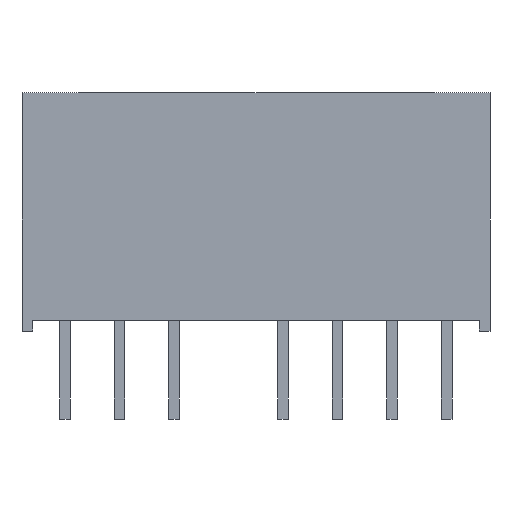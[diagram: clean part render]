
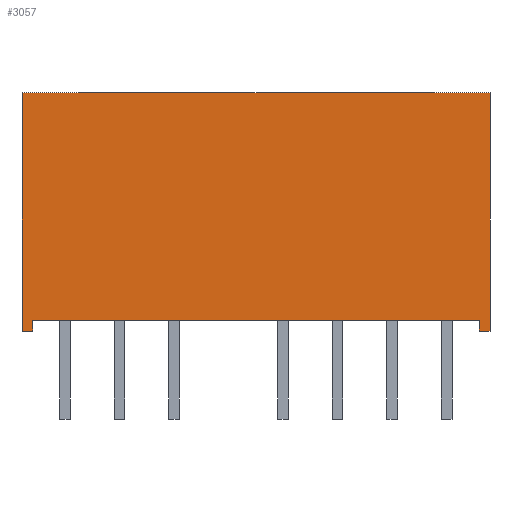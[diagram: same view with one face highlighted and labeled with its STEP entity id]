
A CAD part, front view. The second image highlights one B-rep face of the part: STEP entity #3057.
In plain terms, the highlighted planar face has unit normal (0, -1, 0).
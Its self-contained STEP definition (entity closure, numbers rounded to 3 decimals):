
#399=FACE_OUTER_BOUND('',#570,.T.);
#570=EDGE_LOOP('',(#2706,#2707,#2708,#2709,#2710,#2711,#2712,#2713));
#892=LINE('',#4856,#1261);
#910=LINE('',#4900,#1279);
#915=LINE('',#4910,#1284);
#917=LINE('',#4913,#1286);
#918=LINE('',#4916,#1287);
#923=LINE('',#4925,#1292);
#926=LINE('',#4930,#1295);
#927=LINE('',#4933,#1296);
#1261=VECTOR('',#4013,1.);
#1279=VECTOR('',#4055,1.);
#1284=VECTOR('',#4062,1.);
#1286=VECTOR('',#4066,1.);
#1287=VECTOR('',#4069,1.);
#1292=VECTOR('',#4076,1.);
#1295=VECTOR('',#4083,1.);
#1296=VECTOR('',#4088,1.);
#1543=VERTEX_POINT('',#4854);
#1544=VERTEX_POINT('',#4855);
#1557=VERTEX_POINT('',#4897);
#1558=VERTEX_POINT('',#4899);
#1561=VERTEX_POINT('',#4907);
#1562=VERTEX_POINT('',#4909);
#1563=VERTEX_POINT('',#4915);
#1566=VERTEX_POINT('',#4923);
#1916=EDGE_CURVE('',#1543,#1544,#892,.T.);
#1934=EDGE_CURVE('',#1558,#1557,#910,.T.);
#1939=EDGE_CURVE('',#1562,#1561,#915,.T.);
#1941=EDGE_CURVE('',#1557,#1562,#917,.T.);
#1942=EDGE_CURVE('',#1558,#1563,#918,.T.);
#1947=EDGE_CURVE('',#1566,#1561,#923,.T.);
#1950=EDGE_CURVE('',#1563,#1543,#926,.T.);
#1951=EDGE_CURVE('',#1544,#1566,#927,.T.);
#2706=ORIENTED_EDGE('',*,*,#1939,.T.);
#2707=ORIENTED_EDGE('',*,*,#1947,.F.);
#2708=ORIENTED_EDGE('',*,*,#1951,.F.);
#2709=ORIENTED_EDGE('',*,*,#1916,.F.);
#2710=ORIENTED_EDGE('',*,*,#1950,.F.);
#2711=ORIENTED_EDGE('',*,*,#1942,.F.);
#2712=ORIENTED_EDGE('',*,*,#1934,.T.);
#2713=ORIENTED_EDGE('',*,*,#1941,.T.);
#2897=PLANE('',#3359);
#3057=ADVANCED_FACE('',(#399),#2897,.T.);
#3359=AXIS2_PLACEMENT_3D('',#4934,#4089,#4090);
#4013=DIRECTION('',(1.,0.,0.));
#4055=DIRECTION('',(0.,0.,1.));
#4062=DIRECTION('',(0.,0.,-1.));
#4066=DIRECTION('',(1.,0.,0.));
#4069=DIRECTION('',(-1.,0.,0.));
#4076=DIRECTION('',(-1.,0.,0.));
#4083=DIRECTION('',(0.,0.,1.));
#4088=DIRECTION('',(0.,0.,-1.));
#4089=DIRECTION('center_axis',(0.,-1.,0.));
#4090=DIRECTION('ref_axis',(1.,0.,0.));
#4854=CARTESIAN_POINT('',(-10.9,-4.225,11.175));
#4855=CARTESIAN_POINT('',(10.9,-4.225,11.175));
#4856=CARTESIAN_POINT('',(-10.9,-4.225,11.175));
#4897=CARTESIAN_POINT('',(-10.4,-4.225,0.575));
#4899=CARTESIAN_POINT('',(-10.4,-4.225,0.075));
#4900=CARTESIAN_POINT('',(-10.4,-4.225,2.85));
#4907=CARTESIAN_POINT('',(10.4,-4.225,0.075));
#4909=CARTESIAN_POINT('',(10.4,-4.225,0.575));
#4910=CARTESIAN_POINT('',(10.4,-4.225,2.85));
#4913=CARTESIAN_POINT('',(0.,-4.225,0.575));
#4915=CARTESIAN_POINT('',(-10.9,-4.225,0.075));
#4916=CARTESIAN_POINT('',(10.9,-4.225,0.075));
#4923=CARTESIAN_POINT('',(10.9,-4.225,0.075));
#4925=CARTESIAN_POINT('',(10.9,-4.225,0.075));
#4930=CARTESIAN_POINT('',(-10.9,-4.225,0.075));
#4933=CARTESIAN_POINT('',(10.9,-4.225,11.175));
#4934=CARTESIAN_POINT('Origin',(0.,-4.225,5.625));
